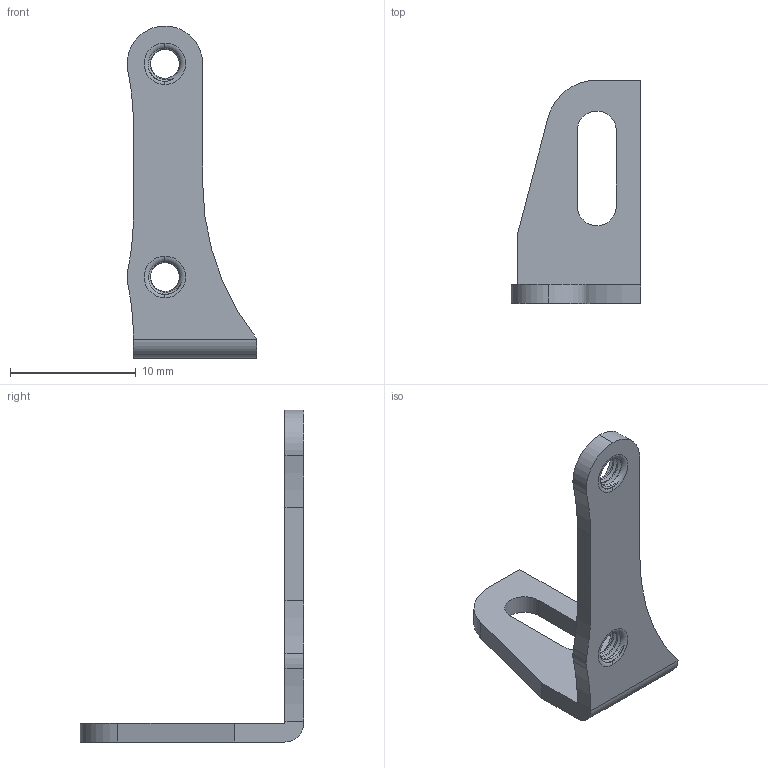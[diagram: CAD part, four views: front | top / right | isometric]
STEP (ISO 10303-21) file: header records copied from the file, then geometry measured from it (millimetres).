
FILE_DESCRIPTION (( 'STEP AP214' ), '1' );
FILE_NAME ('E3盓殤.ST', '2022-08-10T01:55:19', ( '' ), ( '' ), 'SwSTEP 2.0', 'SolidWorks 2019', '' );
FILE_SCHEMA (( 'AUTOMOTIVE_DESIGN' ));
Length unit declared in the file: millimetre
Products named in the file (1): E3ﾖｧｼﾜ_ｨｹ_｡ｧ1
Bounding box: 10.3 x 17.75 x 26.36 mm (x, y, z)
Volume: 400.2 mm3; surface area: 744.3 mm2
Topology: 1 solids, 1 shells, 48 faces, 136 edges, 90 vertices
Faces by surface type: cylinder 23, plane 12, torus 7, bspline 6
Entity records: 5822 total; most frequent: CARTESIAN_POINT 4624, ORIENTED_EDGE 272, DIRECTION 213, EDGE_CURVE 136, VERTEX_POINT 90, AXIS2_PLACEMENT_3D 82, EDGE_LOOP 54, LINE 49
